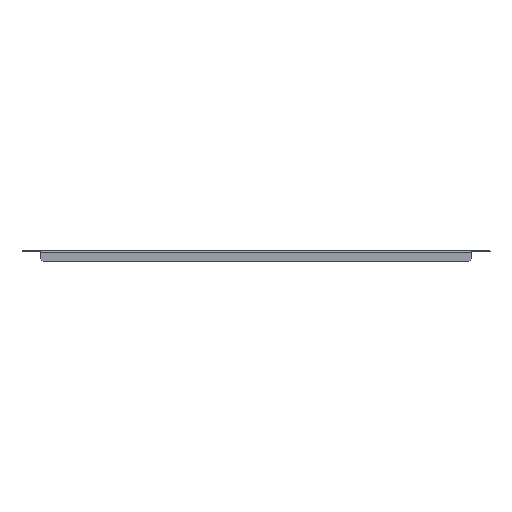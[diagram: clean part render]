
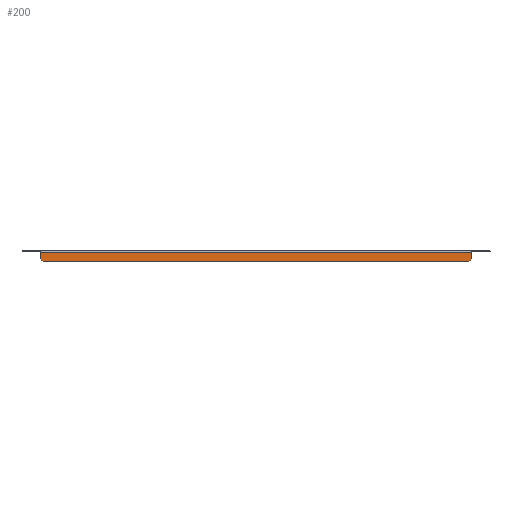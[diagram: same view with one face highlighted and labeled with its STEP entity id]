
A CAD part, front view. The second image highlights one B-rep face of the part: STEP entity #200.
In plain terms, the highlighted planar face has unit normal (0, -1, 0).
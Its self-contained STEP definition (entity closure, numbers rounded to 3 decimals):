
#138=FACE_OUTER_BOUND('',#338,.T.);
#200=ADVANCED_FACE('F6',(#138),#260,.F.);
#260=PLANE('',#1393);
#338=EDGE_LOOP('',(#835,#836,#837,#838,#839,#840));
#462=LINE('',#2037,#594);
#465=LINE('',#2043,#597);
#471=LINE('',#2055,#603);
#472=LINE('',#2057,#604);
#473=LINE('',#2060,#605);
#474=LINE('',#2061,#606);
#594=VECTOR('',#1645,1.);
#597=VECTOR('',#1650,1.);
#603=VECTOR('',#1660,1.);
#604=VECTOR('',#1663,1.);
#605=VECTOR('',#1664,1.);
#606=VECTOR('',#1665,1.);
#835=ORIENTED_EDGE('',*,*,#1244,.F.);
#836=ORIENTED_EDGE('',*,*,#1245,.F.);
#837=ORIENTED_EDGE('',*,*,#1243,.F.);
#838=ORIENTED_EDGE('',*,*,#1234,.F.);
#839=ORIENTED_EDGE('',*,*,#1237,.F.);
#840=ORIENTED_EDGE('',*,*,#1246,.F.);
#1095=VERTEX_POINT('',#2031);
#1098=VERTEX_POINT('',#2036);
#1100=VERTEX_POINT('',#2042);
#1104=VERTEX_POINT('',#2054);
#1105=VERTEX_POINT('',#2058);
#1106=VERTEX_POINT('',#2059);
#1234=EDGE_CURVE('E53',#1098,#1095,#462,.T.);
#1237=EDGE_CURVE('E52',#1100,#1098,#465,.T.);
#1243=EDGE_CURVE('E54',#1095,#1104,#471,.T.);
#1244=EDGE_CURVE('E56',#1105,#1106,#472,.T.);
#1245=EDGE_CURVE('E55',#1104,#1105,#473,.T.);
#1246=EDGE_CURVE('E51',#1106,#1100,#474,.T.);
#1393=AXIS2_PLACEMENT_3D('',#2062,#1666,#1667);
#1645=DIRECTION('',(-1.,0.,0.));
#1650=DIRECTION('',(-0.707,0.,-0.707));
#1660=DIRECTION('',(-0.707,0.,0.707));
#1663=DIRECTION('',(1.,0.,0.));
#1664=DIRECTION('',(0.,0.,1.));
#1665=DIRECTION('',(0.,0.,-1.));
#1666=DIRECTION('',(0.,1.,0.));
#1667=DIRECTION('',(1.,0.,0.));
#2031=CARTESIAN_POINT('',(1262.099,-367.353,-12.));
#2036=CARTESIAN_POINT('',(1701.099,-367.353,-12.));
#2037=CARTESIAN_POINT('',(1481.599,-367.353,-12.));
#2042=CARTESIAN_POINT('',(1704.099,-367.353,-9.));
#2043=CARTESIAN_POINT('',(1702.599,-367.353,-10.5));
#2054=CARTESIAN_POINT('',(1259.099,-367.353,-9.));
#2055=CARTESIAN_POINT('',(1260.599,-367.353,-10.5));
#2057=CARTESIAN_POINT('',(1704.129,-367.353,-2.8));
#2058=CARTESIAN_POINT('',(1259.099,-367.353,-2.8));
#2059=CARTESIAN_POINT('',(1704.099,-367.353,-2.8));
#2060=CARTESIAN_POINT('',(1259.099,-367.353,-5.9));
#2061=CARTESIAN_POINT('',(1704.099,-367.353,-5.9));
#2062=CARTESIAN_POINT('',(1704.129,-367.353,-12.03));
